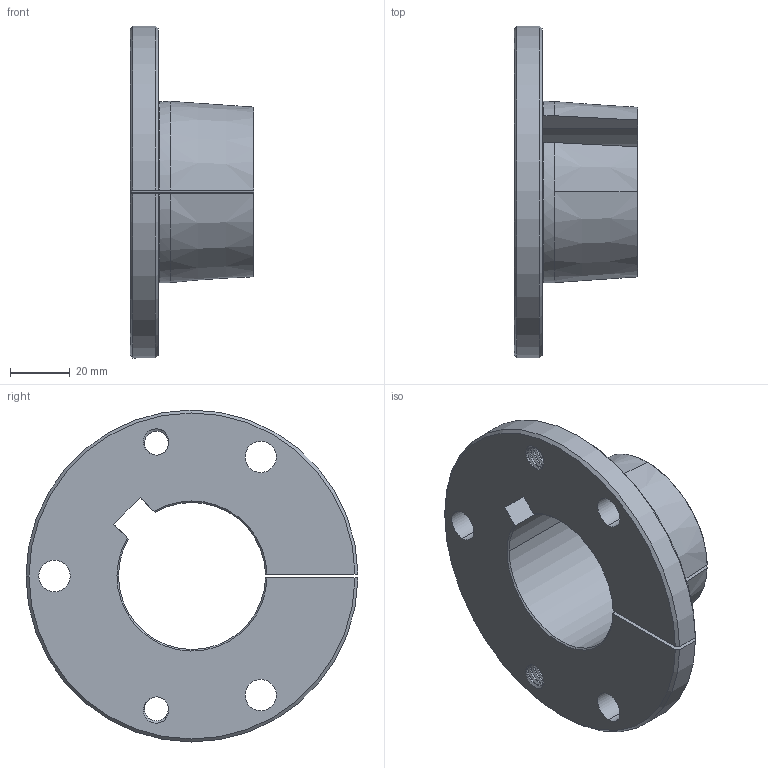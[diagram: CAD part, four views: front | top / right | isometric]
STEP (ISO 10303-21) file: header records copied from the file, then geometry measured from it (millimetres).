
FILE_DESCRIPTION (( 'STEP AP214' ), '1' );
FILE_NAME ('SMR3-TBK-31.step', '2016-12-19T21:24:36', ( '' ), ( '' ), 'SwSTEP 2.0', 'SolidWorks 2016', '' );
FILE_SCHEMA (( 'AUTOMOTIVE_DESIGN' ));
Length unit declared in the file: inch
Products named in the file (1): SMR3-TBK-31
Bounding box: 41.5 x 111.12 x 111.12 mm (x, y, z)
Volume: 93407.6 mm3; surface area: 31594 mm2
Topology: 1 solids, 1 shells, 93 faces, 273 edges, 182 vertices
Faces by surface type: cylinder 66, cone 10, plane 9, bspline 8
Entity records: 4563 total; most frequent: CARTESIAN_POINT 2387, ORIENTED_EDGE 546, DIRECTION 359, EDGE_CURVE 273, VERTEX_POINT 182, AXIS2_PLACEMENT_3D 136, EDGE_LOOP 103, ADVANCED_FACE 93
